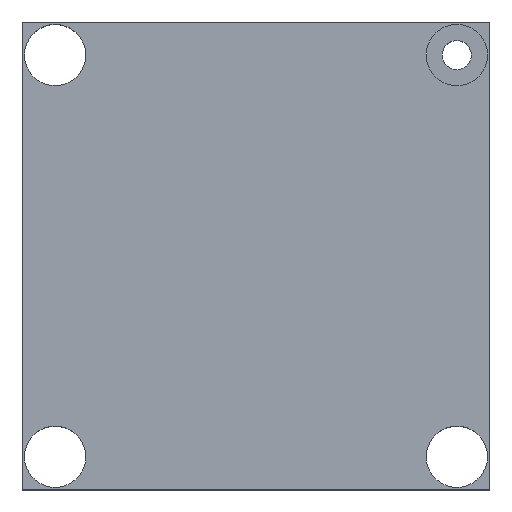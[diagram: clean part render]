
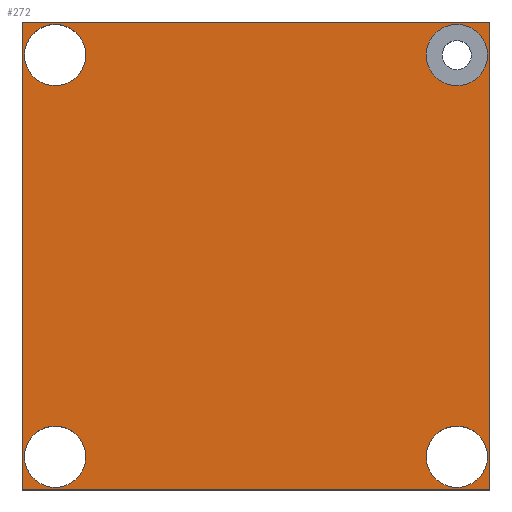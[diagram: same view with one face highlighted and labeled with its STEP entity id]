
A CAD part, top view. The second image highlights one B-rep face of the part: STEP entity #272.
In plain terms, the highlighted planar face has unit normal (0, 0, 1).
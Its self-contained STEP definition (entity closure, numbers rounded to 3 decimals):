
#17=FACE_BOUND('',#68,.T.);
#18=FACE_BOUND('',#69,.T.);
#19=FACE_BOUND('',#70,.T.);
#20=FACE_BOUND('',#71,.T.);
#33=PLANE('',#316);
#49=FACE_OUTER_BOUND('',#67,.T.);
#67=EDGE_LOOP('',(#234,#235,#236,#237));
#68=EDGE_LOOP('',(#238));
#69=EDGE_LOOP('',(#239));
#70=EDGE_LOOP('',(#240));
#71=EDGE_LOOP('',(#241));
#87=LINE('',#452,#106);
#90=LINE('',#458,#109);
#93=LINE('',#464,#112);
#96=LINE('',#468,#115);
#106=VECTOR('',#379,10.);
#109=VECTOR('',#384,10.);
#112=VECTOR('',#389,10.);
#115=VECTOR('',#394,10.);
#116=CIRCLE('',#289,1.9);
#125=CIRCLE('',#305,1.9);
#127=CIRCLE('',#308,1.9);
#129=CIRCLE('',#311,1.9);
#130=VERTEX_POINT('',#401);
#139=VERTEX_POINT('',#430);
#141=VERTEX_POINT('',#436);
#143=VERTEX_POINT('',#442);
#146=VERTEX_POINT('',#449);
#147=VERTEX_POINT('',#451);
#149=VERTEX_POINT('',#457);
#151=VERTEX_POINT('',#463);
#152=EDGE_CURVE('',#130,#130,#116,.T.);
#166=EDGE_CURVE('',#139,#139,#125,.T.);
#169=EDGE_CURVE('',#141,#141,#127,.T.);
#172=EDGE_CURVE('',#143,#143,#129,.T.);
#175=EDGE_CURVE('',#147,#146,#87,.T.);
#178=EDGE_CURVE('',#149,#147,#90,.T.);
#181=EDGE_CURVE('',#151,#149,#93,.T.);
#184=EDGE_CURVE('',#146,#151,#96,.T.);
#234=ORIENTED_EDGE('',*,*,#184,.T.);
#235=ORIENTED_EDGE('',*,*,#181,.T.);
#236=ORIENTED_EDGE('',*,*,#178,.T.);
#237=ORIENTED_EDGE('',*,*,#175,.T.);
#238=ORIENTED_EDGE('',*,*,#152,.T.);
#239=ORIENTED_EDGE('',*,*,#166,.T.);
#240=ORIENTED_EDGE('',*,*,#169,.T.);
#241=ORIENTED_EDGE('',*,*,#172,.T.);
#272=ADVANCED_FACE('',(#49,#17,#18,#19,#20),#33,.T.);
#289=AXIS2_PLACEMENT_3D('',#402,#322,#323);
#305=AXIS2_PLACEMENT_3D('',#432,#359,#360);
#308=AXIS2_PLACEMENT_3D('',#438,#366,#367);
#311=AXIS2_PLACEMENT_3D('',#444,#373,#374);
#316=AXIS2_PLACEMENT_3D('',#469,#395,#396);
#322=DIRECTION('center_axis',(0.,0.,-1.));
#323=DIRECTION('ref_axis',(1.,0.,0.));
#359=DIRECTION('center_axis',(0.,0.,-1.));
#360=DIRECTION('ref_axis',(-1.,0.,0.));
#366=DIRECTION('center_axis',(0.,0.,-1.));
#367=DIRECTION('ref_axis',(-1.,0.,0.));
#373=DIRECTION('center_axis',(0.,0.,-1.));
#374=DIRECTION('ref_axis',(-1.,0.,0.));
#379=DIRECTION('',(0.,-1.,0.));
#384=DIRECTION('',(-1.,0.,0.));
#389=DIRECTION('',(0.,1.,0.));
#394=DIRECTION('',(1.,0.,0.));
#395=DIRECTION('center_axis',(0.,0.,1.));
#396=DIRECTION('ref_axis',(1.,0.,0.));
#401=CARTESIAN_POINT('',(25.049,-2.051,6.5));
#402=CARTESIAN_POINT('Origin',(26.949,-2.051,6.5));
#430=CARTESIAN_POINT('',(3.951,-2.051,6.5));
#432=CARTESIAN_POINT('Origin',(2.051,-2.051,6.5));
#436=CARTESIAN_POINT('',(3.951,-26.949,6.5));
#438=CARTESIAN_POINT('Origin',(2.051,-26.949,6.5));
#442=CARTESIAN_POINT('',(28.849,-26.949,6.5));
#444=CARTESIAN_POINT('Origin',(26.949,-26.949,6.5));
#449=CARTESIAN_POINT('',(0.,-29.,6.5));
#451=CARTESIAN_POINT('',(0.,0.,6.5));
#452=CARTESIAN_POINT('',(0.,-29.,6.5));
#457=CARTESIAN_POINT('',(29.,0.,6.5));
#458=CARTESIAN_POINT('',(0.,0.,6.5));
#463=CARTESIAN_POINT('',(29.,-29.,6.5));
#464=CARTESIAN_POINT('',(29.,0.,6.5));
#468=CARTESIAN_POINT('',(29.,-29.,6.5));
#469=CARTESIAN_POINT('Origin',(14.5,-14.5,6.5));
